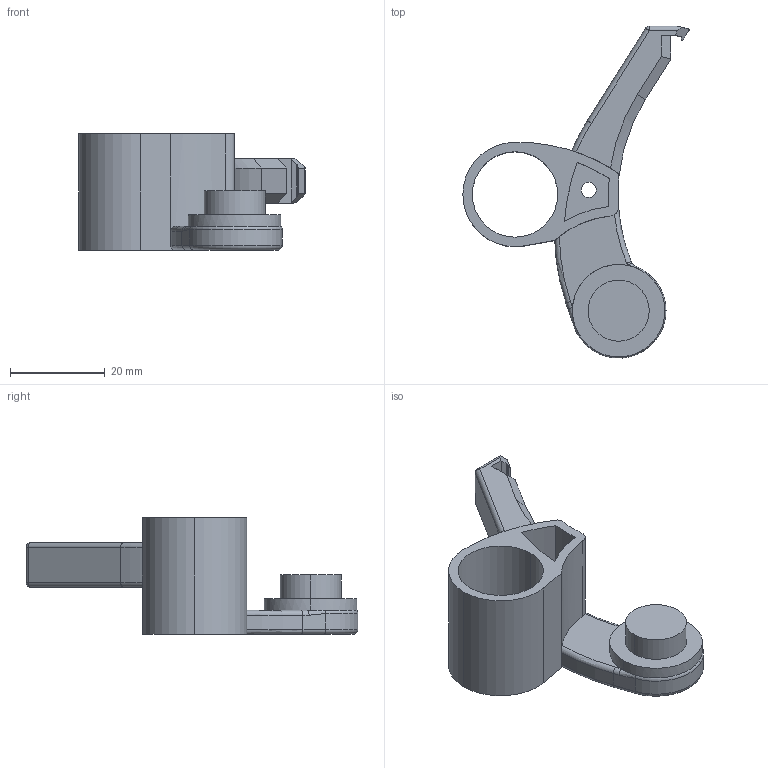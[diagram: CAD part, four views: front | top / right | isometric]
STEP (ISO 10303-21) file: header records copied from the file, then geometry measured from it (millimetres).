
FILE_DESCRIPTION (( 'STEP AP214' ), '1' );
FILE_NAME ('CRANE-X7_Hand_FiveFingersD3_claw.STEP', '2024-04-20T07:19:12', ( '' ), ( '' ), 'SwSTEP 2.0', 'SolidWorks 2024', '' );
FILE_SCHEMA (( 'AUTOMOTIVE_DESIGN' ));
Length unit declared in the file: millimetre
Products named in the file (1): CRANE-X7_Hand_FiveFingersD3_claw
Bounding box: 47.71 x 69.97 x 24.5 mm (x, y, z)
Volume: 11857.9 mm3; surface area: 7498.6 mm2
Topology: 1 solids, 1 shells, 90 faces, 236 edges, 148 vertices
Faces by surface type: cylinder 44, plane 26, torus 11, cone 4, bspline 3, sphere 2
Entity records: 3015 total; most frequent: CARTESIAN_POINT 792, DIRECTION 473, ORIENTED_EDGE 468, EDGE_CURVE 234, AXIS2_PLACEMENT_3D 189, VERTEX_POINT 148, CIRCLE 101, EDGE_LOOP 96
